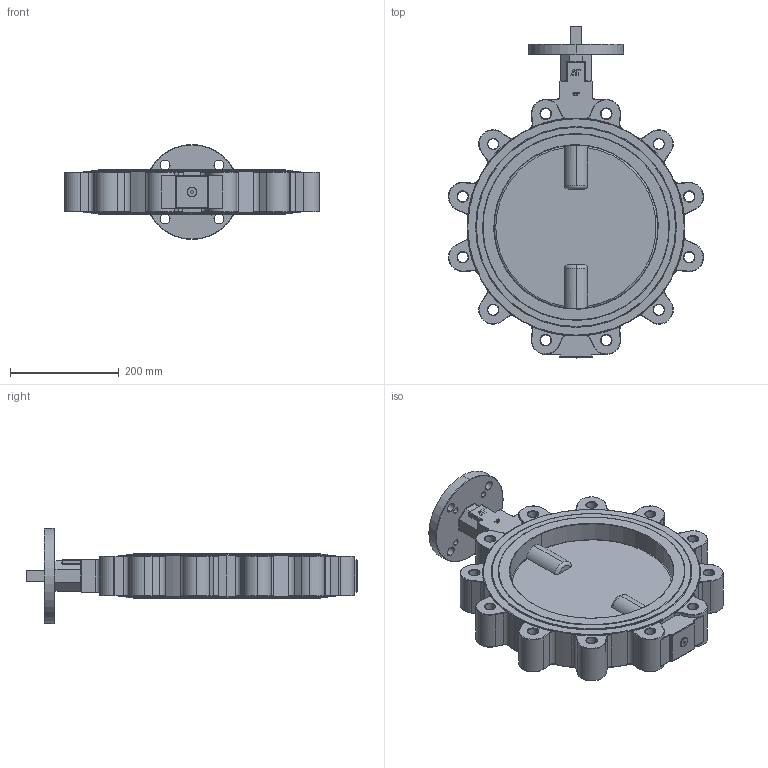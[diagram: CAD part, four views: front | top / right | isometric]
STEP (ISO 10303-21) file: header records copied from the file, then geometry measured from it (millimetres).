
FILE_DESCRIPTION (( 'STEP AP214' ), '1' );
FILE_NAME ('OS-L1-1200-XXX.step', '2019-08-12T18:29:56', ( '' ), ( '' ), 'SwSTEP 2.0', 'SolidWorks 2019', '' );
FILE_SCHEMA (( 'AUTOMOTIVE_DESIGN' ));
Length unit declared in the file: inch
Products named in the file (9): 25203; 25115; 25202; XX-L1-1200 BODY; OS-L1-1200-XXX
Assembly tree (4 placements, depth 2):
  XX-L1-1200 BODY
  25202
  25115
  OS-L1-1200-XXX
    XX-L1-1200 BODY
    25203
    25202
    25115
  25203
Bounding box: 469.79 x 611.37 x 174.98 mm (x, y, z)
Volume: 7790463.2 mm3; surface area: 863876.1 mm2
Topology: 4 solids, 4 shells, 665 faces, 1618 edges, 921 vertices
Faces by surface type: cylinder 232, torus 215, plane 144, bspline 62, sphere 10, cone 2
Entity records: 23130 total; most frequent: CARTESIAN_POINT 6678, DIRECTION 3392, ORIENTED_EDGE 3108, EDGE_CURVE 1554, AXIS2_PLACEMENT_3D 1428, VERTEX_POINT 921, CIRCLE 817, EDGE_LOOP 735
